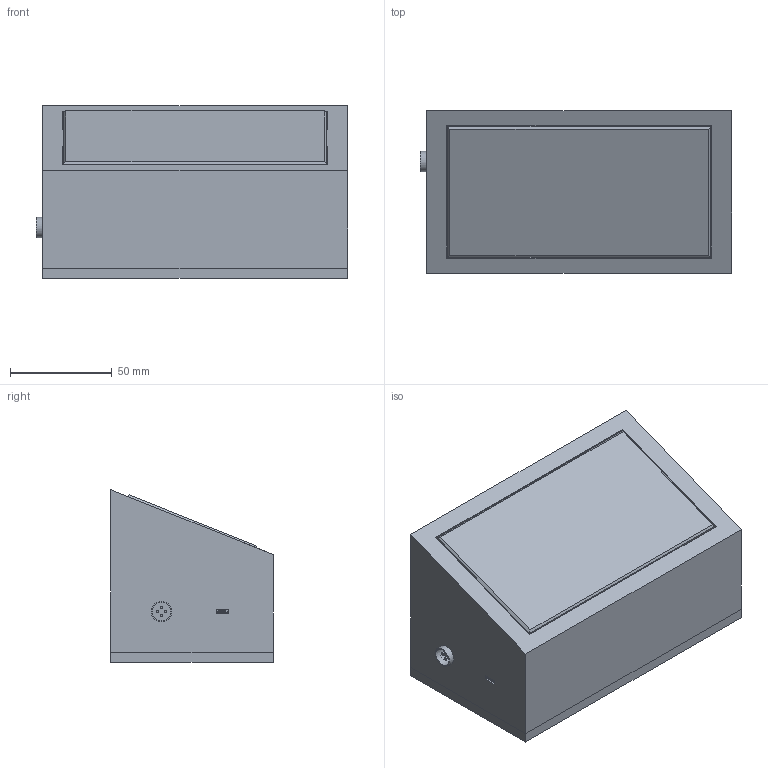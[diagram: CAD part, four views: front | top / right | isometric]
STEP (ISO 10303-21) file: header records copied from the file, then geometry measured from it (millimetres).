
FILE_DESCRIPTION(/* description */ (''),/* implementation_level */ '2;1');
FILE_NAME(/* name */ 'control box v1.step',/* time_stamp */ '2020-05-14T01:11:46+06:00',/* author */ (''),/* organization */ (''),/* preprocessor_version */ 'ST-DEVELOPER v18.1',/* originating_system */ 'Autodesk Translation Framework v9.2.0.1227',/* authorisation */ '');
FILE_SCHEMA (('AUTOMOTIVE_DESIGN { 1 0 10303 214 3 1 1 }'));
Length unit declared in the file: millimetre
Products named in the file (1): control box
Bounding box: 153 x 80 x 85 mm (x, y, z)
Volume: 179569.1 mm3; surface area: 110089.5 mm2
Topology: 8 solids, 8 shells, 103 faces, 230 edges, 152 vertices
Faces by surface type: plane 97, cylinder 6
Full cylindrical faces by diameter (mm): 1.332 x4, 8.984 x1, 10 x1
Entity records: 2891 total; most frequent: CARTESIAN_POINT 486, ORIENTED_EDGE 460, DIRECTION 450, EDGE_CURVE 230, LINE 218, VECTOR 218, VERTEX_POINT 152, AXIS2_PLACEMENT_3D 116
